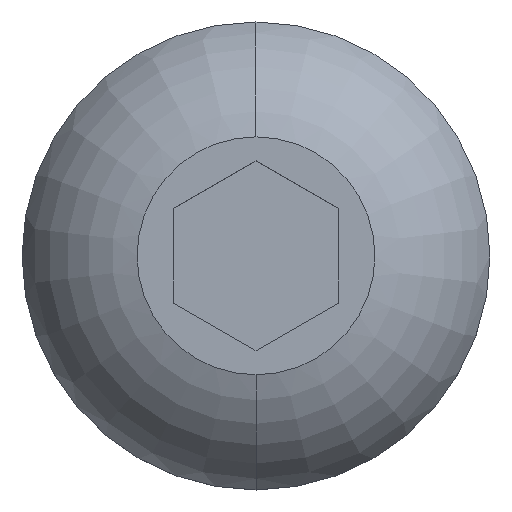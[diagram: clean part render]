
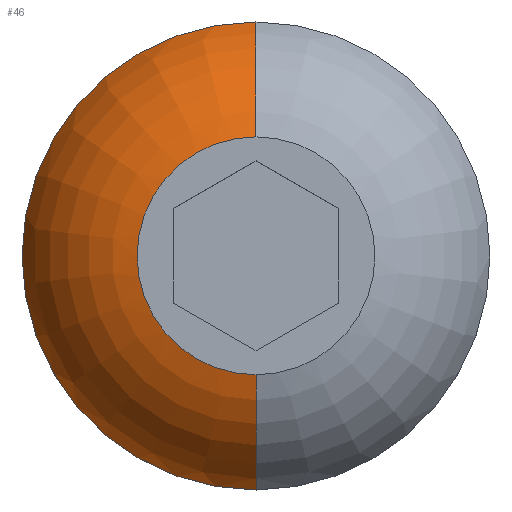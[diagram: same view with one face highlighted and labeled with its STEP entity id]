
A CAD part, top view. The second image highlights one B-rep face of the part: STEP entity #46.
In plain terms, the highlighted toroidal (fillet/blend) face has major radius 0.946 mm and minor radius 2.027 mm.
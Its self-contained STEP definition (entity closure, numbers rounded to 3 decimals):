
#46=ADVANCED_FACE('',(#104),#105,.T.);
#104=FACE_OUTER_BOUND('',#173,.T.);
#105=TOROIDAL_SURFACE('',#174,0.946,2.027);
#173=EDGE_LOOP('',(#242,#243,#244,#245,#246,#247));
#174=AXIS2_PLACEMENT_3D('',#248,#249,#250);
#242=ORIENTED_EDGE('',*,*,#415,.F.);
#243=ORIENTED_EDGE('',*,*,#416,.T.);
#244=ORIENTED_EDGE('',*,*,#417,.T.);
#245=ORIENTED_EDGE('',*,*,#418,.F.);
#246=ORIENTED_EDGE('',*,*,#410,.F.);
#247=ORIENTED_EDGE('',*,*,#419,.F.);
#248=CARTESIAN_POINT('',(0.,0.0,-0.313));
#249=DIRECTION('',(0.,0.0,-1.0));
#250=DIRECTION('',(0.,-1.0,0.));
#410=EDGE_CURVE('',#477,#480,#481,.T.);
#415=EDGE_CURVE('',#488,#489,#490,.T.);
#416=EDGE_CURVE('',#488,#491,#492,.T.);
#417=EDGE_CURVE('',#491,#493,#494,.T.);
#418=EDGE_CURVE('',#480,#493,#495,.T.);
#419=EDGE_CURVE('',#489,#477,#496,.T.);
#477=VERTEX_POINT('',#577);
#480=VERTEX_POINT('',#581);
#481=CIRCLE('',#582,2.85);
#488=VERTEX_POINT('',#590);
#489=VERTEX_POINT('',#591);
#490=CIRCLE('',#592,2.027);
#491=VERTEX_POINT('',#593);
#492=CIRCLE('',#594,1.449);
#493=VERTEX_POINT('',#595);
#494=CIRCLE('',#596,1.449);
#495=CIRCLE('',#597,2.027);
#496=CIRCLE('',#598,2.85);
#577=CARTESIAN_POINT('',(-2.85,0.,0.38));
#581=CARTESIAN_POINT('',(0.,2.85,0.38));
#582=AXIS2_PLACEMENT_3D('',#701,#702,#703);
#590=CARTESIAN_POINT('',(0.,-1.449,1.65));
#591=CARTESIAN_POINT('',(0.,-2.85,0.38));
#592=AXIS2_PLACEMENT_3D('',#711,#712,#713);
#593=CARTESIAN_POINT('',(-1.449,0.,1.65));
#594=AXIS2_PLACEMENT_3D('',#714,#715,#716);
#595=CARTESIAN_POINT('',(0.,1.449,1.65));
#596=AXIS2_PLACEMENT_3D('',#717,#718,#719);
#597=AXIS2_PLACEMENT_3D('',#720,#721,#722);
#598=AXIS2_PLACEMENT_3D('',#723,#724,#725);
#701=CARTESIAN_POINT('',(0.,0.0,0.38));
#702=DIRECTION('',(0.,0.,-1.0));
#703=DIRECTION('',(-1.0,0.,0.));
#711=CARTESIAN_POINT('',(0.,-0.946,-0.313));
#712=DIRECTION('',(1.0,0.,0.));
#713=DIRECTION('',(0.,-1.0,0.));
#714=CARTESIAN_POINT('',(0.,0.0,1.65));
#715=DIRECTION('',(0.,0.,-1.0));
#716=DIRECTION('',(-1.0,0.,0.));
#717=CARTESIAN_POINT('',(0.,0.0,1.65));
#718=DIRECTION('',(0.,0.,-1.0));
#719=DIRECTION('',(-1.0,0.,0.));
#720=CARTESIAN_POINT('',(0.,0.946,-0.313));
#721=DIRECTION('',(1.0,0.,0.));
#722=DIRECTION('',(0.,1.0,0.));
#723=CARTESIAN_POINT('',(0.,0.0,0.38));
#724=DIRECTION('',(0.,0.,-1.0));
#725=DIRECTION('',(-1.0,0.,0.));
